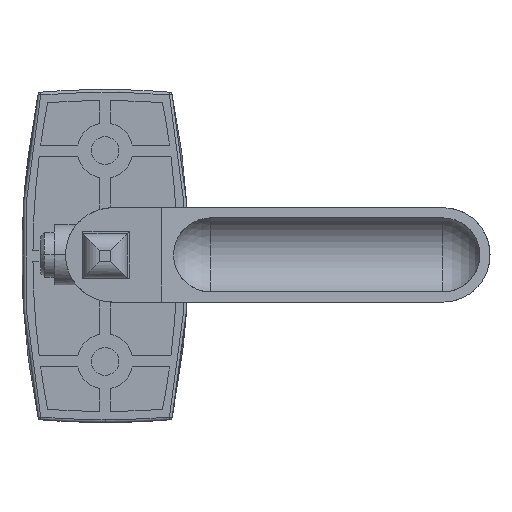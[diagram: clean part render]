
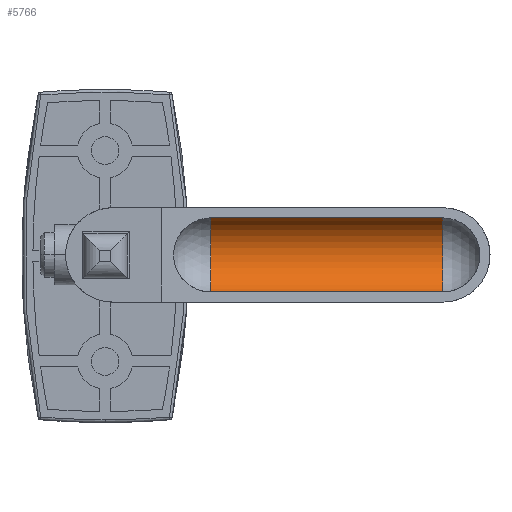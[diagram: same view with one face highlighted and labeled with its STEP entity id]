
A CAD part, left-side view. The second image highlights one B-rep face of the part: STEP entity #5766.
In plain terms, the highlighted cylindrical face has radius 7.32 mm (diameter 14.64 mm), a partial arc.
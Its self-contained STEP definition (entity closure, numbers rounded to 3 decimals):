
#166 = ORIENTED_EDGE ( 'NONE', *, *, #3661, .F. ) ;
#218 = VECTOR ( 'NONE', #3710, 1000. ) ;
#510 = DIRECTION ( 'NONE',  ( 0., 1., 0. ) ) ;
#516 = VECTOR ( 'NONE', #4736, 1000. ) ;
#796 = CARTESIAN_POINT ( 'NONE',  ( 7.68, -17.65, -1.824 ) ) ;
#1030 = EDGE_LOOP ( 'NONE', ( #6511, #5844, #166, #5166 ) ) ;
#1317 = CARTESIAN_POINT ( 'NONE',  ( 7.68, -59.5, -1.824 ) ) ;
#1967 = EDGE_CURVE ( 'NONE', #5845, #6539, #2849, .T. ) ;
#2644 = EDGE_CURVE ( 'NONE', #6649, #6539, #6961, .T. ) ;
#2849 = LINE ( 'NONE', #7658, #516 ) ;
#3518 = EDGE_CURVE ( 'NONE', #3882, #6649, #6853, .T. ) ;
#3592 = AXIS2_PLACEMENT_3D ( 'NONE', #7519, #6266, #6342 ) ;
#3661 = EDGE_CURVE ( 'NONE', #3882, #5845, #6360, .T. ) ;
#3710 = DIRECTION ( 'NONE',  ( 0., 1., 0. ) ) ;
#3882 = VERTEX_POINT ( 'NONE', #4316 ) ;
#4028 = CYLINDRICAL_SURFACE ( 'NONE', #6950, 7.32 ) ;
#4316 = CARTESIAN_POINT ( 'NONE',  ( 7.68, -59.5, -1.824 ) ) ;
#4659 = DIRECTION ( 'NONE',  ( 0., 0., 1. ) ) ;
#4736 = DIRECTION ( 'NONE',  ( 0., 1., 0. ) ) ;
#4737 = FACE_OUTER_BOUND ( 'NONE', #1030, .T. ) ;
#4813 = CARTESIAN_POINT ( 'NONE',  ( 7.68, -59.5, -15.178 ) ) ;
#5166 = ORIENTED_EDGE ( 'NONE', *, *, #3518, .T. ) ;
#5365 = CARTESIAN_POINT ( 'NONE',  ( 4.68, -59.5, -8.501 ) ) ;
#5476 = DIRECTION ( 'NONE',  ( 0., 0., -1. ) ) ;
#5766 = ADVANCED_FACE ( 'NONE', ( #4737 ), #4028, .F. ) ;
#5844 = ORIENTED_EDGE ( 'NONE', *, *, #1967, .F. ) ;
#5845 = VERTEX_POINT ( 'NONE', #4813 ) ;
#6082 = AXIS2_PLACEMENT_3D ( 'NONE', #7216, #7179, #5476 ) ;
#6266 = DIRECTION ( 'NONE',  ( 0., 1., 0. ) ) ;
#6342 = DIRECTION ( 'NONE',  ( 0., 0., 1. ) ) ;
#6360 = CIRCLE ( 'NONE', #3592, 7.32 ) ;
#6511 = ORIENTED_EDGE ( 'NONE', *, *, #2644, .T. ) ;
#6539 = VERTEX_POINT ( 'NONE', #7592 ) ;
#6649 = VERTEX_POINT ( 'NONE', #796 ) ;
#6853 = LINE ( 'NONE', #1317, #218 ) ;
#6950 = AXIS2_PLACEMENT_3D ( 'NONE', #5365, #510, #4659 ) ;
#6961 = CIRCLE ( 'NONE', #6082, 7.32 ) ;
#7179 = DIRECTION ( 'NONE',  ( 0., 1., 0. ) ) ;
#7216 = CARTESIAN_POINT ( 'NONE',  ( 4.68, -17.65, -8.501 ) ) ;
#7519 = CARTESIAN_POINT ( 'NONE',  ( 4.68, -59.5, -8.501 ) ) ;
#7592 = CARTESIAN_POINT ( 'NONE',  ( 7.68, -17.65, -15.178 ) ) ;
#7658 = CARTESIAN_POINT ( 'NONE',  ( 7.68, -59.5, -15.178 ) ) ;
